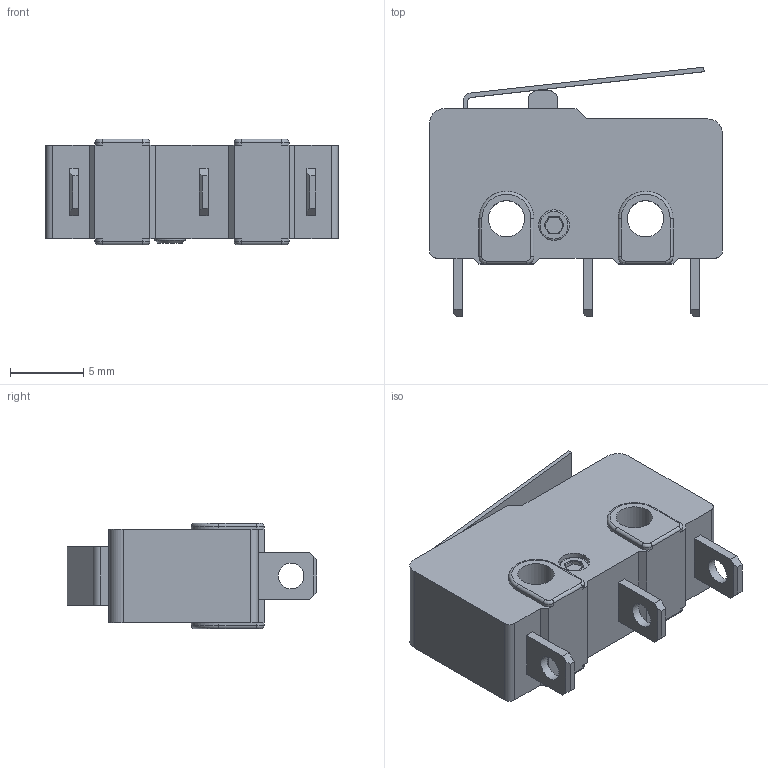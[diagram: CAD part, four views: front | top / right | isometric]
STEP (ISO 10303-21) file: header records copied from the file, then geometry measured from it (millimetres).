
FILE_DESCRIPTION(/* description */ (''),/* implementation_level */ '2;1');
FILE_NAME(/* name */ 'Limit Switch v3.step',/* time_stamp */ '2024-05-18T22:27:18+01:00',/* author */ (''),/* organization */ (''),/* preprocessor_version */ 'ST-DEVELOPER v20',/* originating_system */ 'Autodesk Translation Framework v13.14.0.145',/* authorisation */ '');
FILE_SCHEMA (('AUTOMOTIVE_DESIGN { 1 0 10303 214 3 1 1 }'));
Length unit declared in the file: millimetre
Products named in the file (1): Limit Switch
Bounding box: 20 x 17.04 x 7.2 mm (x, y, z)
Volume: 1285.2 mm3; surface area: 1250.9 mm2
Topology: 7 solids, 7 shells, 153 faces, 376 edges, 238 vertices
Faces by surface type: plane 80, cylinder 53, torus 19, cone 1
Full cylindrical faces by diameter (mm): 1.75 x3, 2.1 x2, 2.48 x2
Entity records: 4565 total; most frequent: DIRECTION 811, CARTESIAN_POINT 768, ORIENTED_EDGE 752, EDGE_CURVE 376, AXIS2_PLACEMENT_3D 281, LINE 249, VECTOR 249, VERTEX_POINT 238
